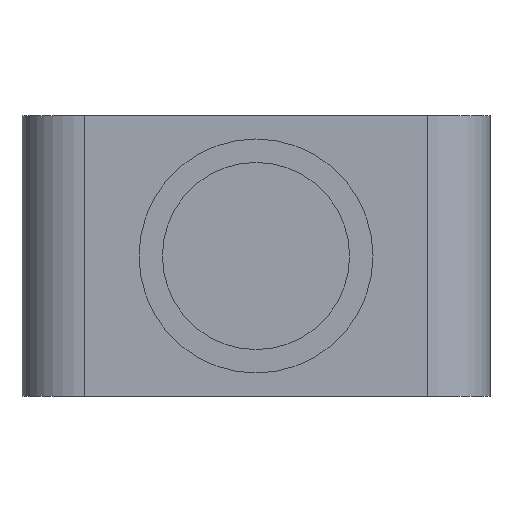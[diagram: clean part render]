
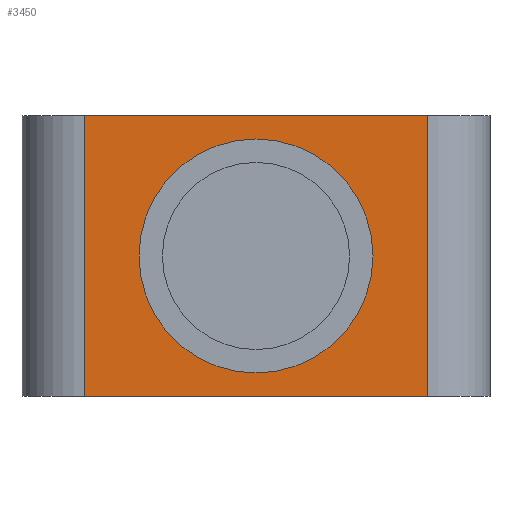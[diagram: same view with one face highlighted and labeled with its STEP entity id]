
A CAD part, front view. The second image highlights one B-rep face of the part: STEP entity #3450.
In plain terms, the highlighted planar face has unit normal (0, -1, 0).
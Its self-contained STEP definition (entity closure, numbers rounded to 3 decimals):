
#2584=CARTESIAN_POINT('',(22.5,-76.0,9.));
#2585=VERTEX_POINT('',#2584);
#2586=CARTESIAN_POINT('',(15.,-76.0,9.0));
#2587=DIRECTION('',(0.0,1.0,0.0));
#2588=DIRECTION('',(-1.0,0.0,0.0));
#2589=AXIS2_PLACEMENT_3D('',#2586,#2587,#2588);
#2590=CIRCLE('',#2589,7.5);
#2591=EDGE_CURVE('',#2585,#2585,#2590,.T.);
#3380=CARTESIAN_POINT('',(4.,-76.,18.0));
#3381=VERTEX_POINT('',#3380);
#3399=CARTESIAN_POINT('',(4.,-76.,0.0));
#3400=VERTEX_POINT('',#3399);
#3408=CARTESIAN_POINT('',(4.,-76.,0.0));
#3409=DIRECTION('',(0.0,0.0,1.0));
#3410=VECTOR('',#3409,18.0);
#3411=LINE('',#3408,#3410);
#3412=EDGE_CURVE('',#3400,#3381,#3411,.T.);
#3417=CARTESIAN_POINT('',(30.,-76.0,0.0));
#3418=DIRECTION('',(0.0,-1.0,0.0));
#3419=DIRECTION('',(0.0,0.0,-1.0));
#3420=AXIS2_PLACEMENT_3D('',#3417,#3418,#3419);
#3421=PLANE('',#3420);
#3422=ORIENTED_EDGE('',*,*,#3412,.F.);
#3423=CARTESIAN_POINT('',(26.,-76.0,0.0));
#3424=VERTEX_POINT('',#3423);
#3425=CARTESIAN_POINT('',(26.,-76.0,0.0));
#3426=DIRECTION('',(-1.0,0.0,0.0));
#3427=VECTOR('',#3426,22.);
#3428=LINE('',#3425,#3427);
#3429=EDGE_CURVE('',#3424,#3400,#3428,.T.);
#3430=ORIENTED_EDGE('',*,*,#3429,.F.);
#3431=CARTESIAN_POINT('',(26.,-76.0,18.0));
#3432=VERTEX_POINT('',#3431);
#3433=CARTESIAN_POINT('',(26.,-76.0,18.0));
#3434=DIRECTION('',(0.0,0.0,-1.0));
#3435=VECTOR('',#3434,18.0);
#3436=LINE('',#3433,#3435);
#3437=EDGE_CURVE('',#3432,#3424,#3436,.T.);
#3438=ORIENTED_EDGE('',*,*,#3437,.F.);
#3439=CARTESIAN_POINT('',(26.,-76.0,18.0));
#3440=DIRECTION('',(-1.0,0.0,0.0));
#3441=VECTOR('',#3440,22.);
#3442=LINE('',#3439,#3441);
#3443=EDGE_CURVE('',#3432,#3381,#3442,.T.);
#3444=ORIENTED_EDGE('',*,*,#3443,.T.);
#3445=EDGE_LOOP('',(#3422,#3430,#3438,#3444));
#3446=FACE_OUTER_BOUND('',#3445,.T.);
#3447=ORIENTED_EDGE('',*,*,#2591,.T.);
#3448=EDGE_LOOP('',(#3447));
#3449=FACE_BOUND('',#3448,.T.);
#3450=ADVANCED_FACE('',(#3446,#3449),#3421,.T.);
